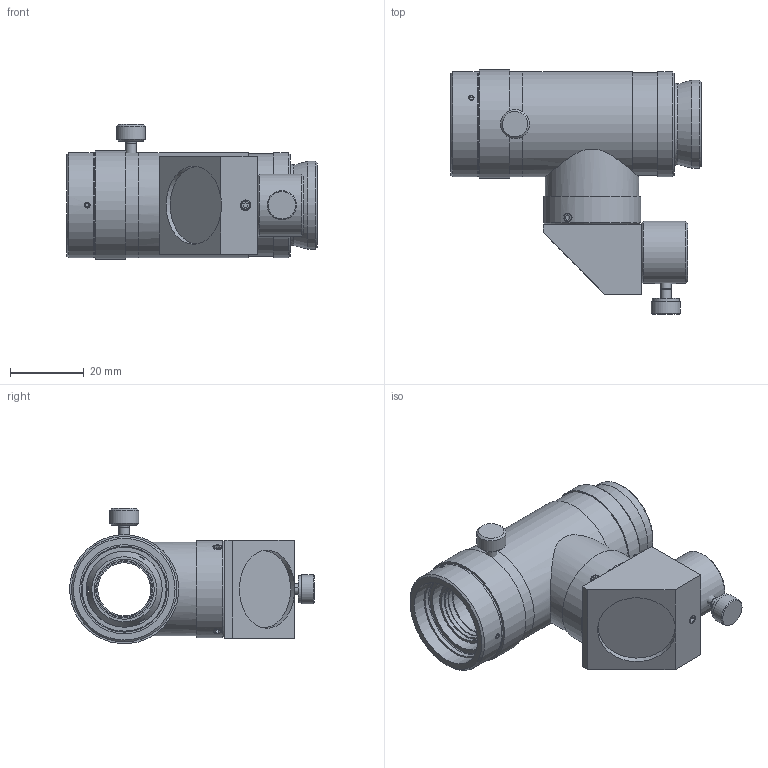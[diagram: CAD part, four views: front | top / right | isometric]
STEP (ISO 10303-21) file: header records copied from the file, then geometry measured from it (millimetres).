
FILE_DESCRIPTION((''),'2;1');
FILE_NAME('62247_0.stp','2009-04-30T16:19:56',('Boggio'),(''),'Autodesk Inventor 2009','Autodesk Inventor 2009','');
FILE_SCHEMA(('AUTOMOTIVE_DESIGN { 1 0 10303 214 1 1 1 1 }'));
Length unit declared in the file: inch
Products named in the file (24): Assembly2 (LevelofDetail1); 62247 (~1); 61431; 61432; 61434; 61435; 61430; 61436; 61439; 62246 (~1); 61915; 60266; 60267; 60268; 7108; 7275; 7276-R; 60433; 7104; 60264; 7124; 7012; 60436; 7261
Assembly tree (29 placements, depth 5):
  Assembly2 (LevelofDetail1)
    62247 (~1)
      61431
      61432
      61434
      61435
      61430
      61436
      61439
      62246 (~1)
        61915
        60266
        60267
        60268
        7108  x4
        7275
          7276-R
          60433
          7104
        60264
      7124
      7012  x3
      60436
        7261
        60433
Bounding box: 67.94 x 66.26 x 36.67 mm (x, y, z)
Volume: 35716.7 mm3; surface area: 30827 mm2
Topology: 25 solids, 25 shells, 318 faces, 691 edges, 450 vertices
Faces by surface type: plane 161, cylinder 79, cone 46, bspline 28, sphere 4
Full cylindrical faces by diameter (mm): 1.524 x3, 1.575 x2, 1.593 x1, 1.702 x1, 2.083 x1, 2.159 x3, 2.845 x6, 3.162 x1, 4.191 x1, 7.417 x1, 7.874 x1, 7.925 x1, 8.026 x1, 9.677 x1, 11.938 x1, 14.275 x1, 14.376 x1, 15.037 x1, 15.469 x1, 15.494 x1, 16.256 x1, 16.434 x1, 16.84 x1, 17.45 x1, 19.05 x1, 19.842 x1, 20.25 x1, 20.32 x1, 20.638 x1, 20.93 x1
Entity records: 8628 total; most frequent: CARTESIAN_POINT 2812, DIRECTION 1096, ORIENTED_EDGE 850, AXIS2_PLACEMENT_3D 479, EDGE_LOOP 445, EDGE_CURVE 425, VERTEX_POINT 344, FACE_OUTER_BOUND 258
